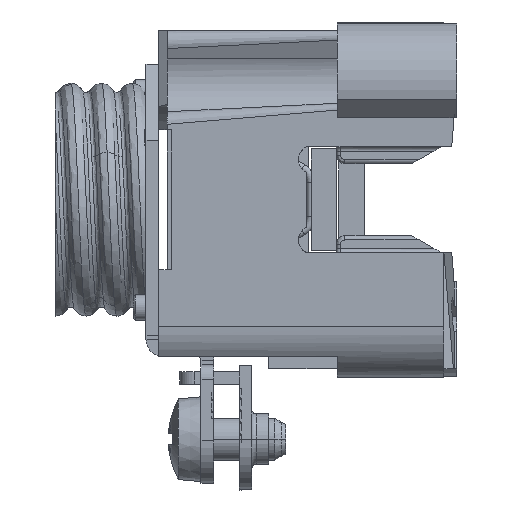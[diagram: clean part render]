
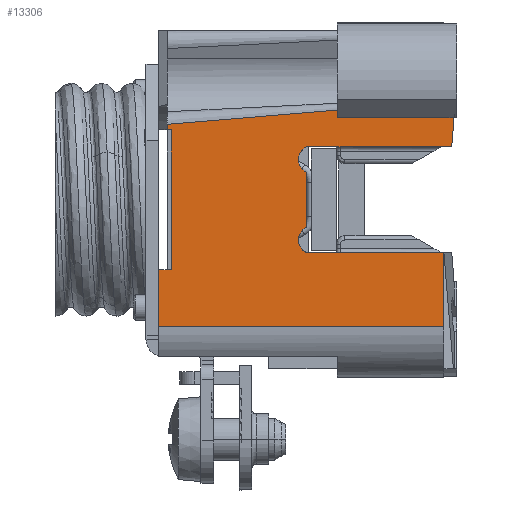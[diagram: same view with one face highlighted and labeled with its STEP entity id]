
A CAD part, left-side view. The second image highlights one B-rep face of the part: STEP entity #13306.
In plain terms, the highlighted face is planar.
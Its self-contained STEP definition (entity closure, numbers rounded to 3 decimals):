
#7698=DIRECTION('',(1.,0.,0.));
#7699=VECTOR('',#7698,6.75);
#7700=CARTESIAN_POINT('',(8.25,34.9,-18.5));
#7701=LINE('',#7700,#7699);
#7788=CARTESIAN_POINT('',(-4.75,16.775,-18.5));
#7789=DIRECTION('',(0.,0.,-1.));
#7790=DIRECTION('',(-0.923,0.385,0.));
#7791=AXIS2_PLACEMENT_3D('',#7788,#7789,#7790);
#7796=DIRECTION('',(1.,0.,0.));
#7797=VECTOR('',#7796,6.5);
#7798=CARTESIAN_POINT('',(-3.25,17.4,-18.5));
#7799=LINE('',#7798,#7797);
#7803=CARTESIAN_POINT('',(4.75,16.775,-18.5));
#7804=DIRECTION('',(0.,0.,-1.));
#7805=DIRECTION('',(-0.923,0.385,0.));
#7806=AXIS2_PLACEMENT_3D('',#7803,#7804,#7805);
#7811=DIRECTION('',(0.,-1.,0.));
#7812=VECTOR('',#7811,16.2);
#7813=CARTESIAN_POINT('',(6.25,17.4,-18.5));
#7814=LINE('',#7813,#7812);
#7818=DIRECTION('',(1.,0.,0.));
#7819=VECTOR('',#7818,8.75);
#7820=CARTESIAN_POINT('',(6.25,1.2,-18.5));
#7821=LINE('',#7820,#7819);
#7825=DIRECTION('',(0.,-1.,0.));
#7826=VECTOR('',#7825,1.5);
#7827=CARTESIAN_POINT('',(8.25,34.9,-18.5));
#7828=LINE('',#7827,#7826);
#7832=DIRECTION('',(-0.084,-0.996,0.));
#7833=VECTOR('',#7832,20.171);
#7834=CARTESIAN_POINT('',(-8.909,33.9,-18.5));
#7835=LINE('',#7834,#7833);
#7839=DIRECTION('',(1.,0.,0.));
#7840=VECTOR('',#7839,0.899);
#7841=CARTESIAN_POINT('',(-10.599,13.8,-18.5));
#7842=LINE('',#7841,#7840);
#7860=DIRECTION('',(-0.997,-0.077,0.));
#7861=VECTOR('',#7860,3.46);
#7862=CARTESIAN_POINT('',(-6.25,0.268,-18.5));
#7863=LINE('',#7862,#7861);
#8353=DIRECTION('',(0.,1.,0.));
#8354=VECTOR('',#8353,13.8);
#8355=CARTESIAN_POINT('',(-9.7,0.,-18.5));
#8356=LINE('',#8355,#8354);
#8476=DIRECTION('',(1.,0.,0.));
#8477=VECTOR('',#8476,0.659);
#8478=CARTESIAN_POINT('',(-8.909,33.9,-18.5));
#8479=LINE('',#8478,#8477);
#8792=DIRECTION('',(0.,-1.,0.));
#8793=VECTOR('',#8792,0.5);
#8794=CARTESIAN_POINT('',(-8.25,33.9,-18.5));
#8795=LINE('',#8794,#8793);
#8813=DIRECTION('',(1.,0.,0.));
#8814=VECTOR('',#8813,16.5);
#8815=CARTESIAN_POINT('',(-8.25,33.4,-18.5));
#8816=LINE('',#8815,#8814);
#8928=DIRECTION('',(0.,-1.,0.));
#8929=VECTOR('',#8928,17.132);
#8930=CARTESIAN_POINT('',(-6.25,17.4,-18.5));
#8931=LINE('',#8930,#8929);
#9368=DIRECTION('',(0.,-1.,0.));
#9369=VECTOR('',#9368,33.7);
#9370=CARTESIAN_POINT('',(15.,34.9,-18.5));
#9371=LINE('',#9370,#9369);
#11951=CARTESIAN_POINT('',(8.25,34.9,-18.5));
#11952=CARTESIAN_POINT('',(15.,34.9,-18.5));
#11953=VERTEX_POINT('',#11951);
#11954=VERTEX_POINT('',#11952);
#12015=CARTESIAN_POINT('',(15.,1.2,-18.5));
#12016=VERTEX_POINT('',#12015);
#12017=CARTESIAN_POINT('',(6.25,1.2,-18.5));
#12018=VERTEX_POINT('',#12017);
#12104=CARTESIAN_POINT('',(6.25,17.4,-18.5));
#12105=VERTEX_POINT('',#12104);
#12198=CARTESIAN_POINT('',(-6.25,0.268,-18.5));
#12199=VERTEX_POINT('',#12198);
#12224=CARTESIAN_POINT('',(-6.25,17.4,-18.5));
#12225=VERTEX_POINT('',#12224);
#12252=CARTESIAN_POINT('',(-9.7,0.,-18.5));
#12253=VERTEX_POINT('',#12252);
#12295=CARTESIAN_POINT('',(-9.7,13.8,-18.5));
#12296=VERTEX_POINT('',#12295);
#12301=CARTESIAN_POINT('',(-3.25,17.4,-18.5));
#12302=VERTEX_POINT('',#12301);
#12303=CARTESIAN_POINT('',(3.25,17.4,-18.5));
#12304=VERTEX_POINT('',#12303);
#12305=CARTESIAN_POINT('',(8.25,33.4,-18.5));
#12306=VERTEX_POINT('',#12305);
#12307=CARTESIAN_POINT('',(-8.25,33.4,-18.5));
#12308=VERTEX_POINT('',#12307);
#12309=CARTESIAN_POINT('',(-8.25,33.9,-18.5));
#12310=VERTEX_POINT('',#12309);
#12311=CARTESIAN_POINT('',(-8.909,33.9,-18.5));
#12312=VERTEX_POINT('',#12311);
#12313=CARTESIAN_POINT('',(-10.599,13.8,-18.5));
#12314=VERTEX_POINT('',#12313);
#13268=CARTESIAN_POINT('',(20.,0.,-18.5));
#13269=DIRECTION('',(0.,0.,-1.));
#13270=DIRECTION('',(-1.,0.,0.));
#13271=AXIS2_PLACEMENT_3D('',#13268,#13269,#13270);
#13272=PLANE('',#13271);
#13274=ORIENTED_EDGE('',*,*,#13273,.F.);
#13276=ORIENTED_EDGE('',*,*,#13275,.F.);
#13278=ORIENTED_EDGE('',*,*,#13277,.T.);
#13280=ORIENTED_EDGE('',*,*,#13279,.T.);
#13282=ORIENTED_EDGE('',*,*,#13281,.T.);
#13284=ORIENTED_EDGE('',*,*,#13283,.T.);
#13286=ORIENTED_EDGE('',*,*,#13285,.T.);
#13288=ORIENTED_EDGE('',*,*,#13287,.F.);
#13289=ORIENTED_EDGE('',*,*,#13231,.F.);
#13291=ORIENTED_EDGE('',*,*,#13290,.T.);
#13293=ORIENTED_EDGE('',*,*,#13292,.F.);
#13295=ORIENTED_EDGE('',*,*,#13294,.F.);
#13297=ORIENTED_EDGE('',*,*,#13296,.F.);
#13299=ORIENTED_EDGE('',*,*,#13298,.T.);
#13301=ORIENTED_EDGE('',*,*,#13300,.T.);
#13303=ORIENTED_EDGE('',*,*,#13302,.F.);
#13304=EDGE_LOOP('',(#13274,#13276,#13278,#13280,#13282,#13284,#13286,#13288,
#13289,#13291,#13293,#13295,#13297,#13299,#13301,#13303));
#13305=FACE_OUTER_BOUND('',#13304,.F.);
#7792=CIRCLE('',#7791,1.625);
#7807=CIRCLE('',#7806,1.625);
#13231=EDGE_CURVE('',#11953,#11954,#7701,.T.);
#13273=EDGE_CURVE('',#12199,#12253,#7863,.T.);
#13275=EDGE_CURVE('',#12225,#12199,#8931,.T.);
#13277=EDGE_CURVE('',#12225,#12302,#7792,.T.);
#13279=EDGE_CURVE('',#12302,#12304,#7799,.T.);
#13281=EDGE_CURVE('',#12304,#12105,#7807,.T.);
#13283=EDGE_CURVE('',#12105,#12018,#7814,.T.);
#13285=EDGE_CURVE('',#12018,#12016,#7821,.T.);
#13287=EDGE_CURVE('',#11954,#12016,#9371,.T.);
#13290=EDGE_CURVE('',#11953,#12306,#7828,.T.);
#13292=EDGE_CURVE('',#12308,#12306,#8816,.T.);
#13294=EDGE_CURVE('',#12310,#12308,#8795,.T.);
#13296=EDGE_CURVE('',#12312,#12310,#8479,.T.);
#13298=EDGE_CURVE('',#12312,#12314,#7835,.T.);
#13300=EDGE_CURVE('',#12314,#12296,#7842,.T.);
#13302=EDGE_CURVE('',#12253,#12296,#8356,.T.);
#13306=ADVANCED_FACE('',(#13305),#13272,.T.);
